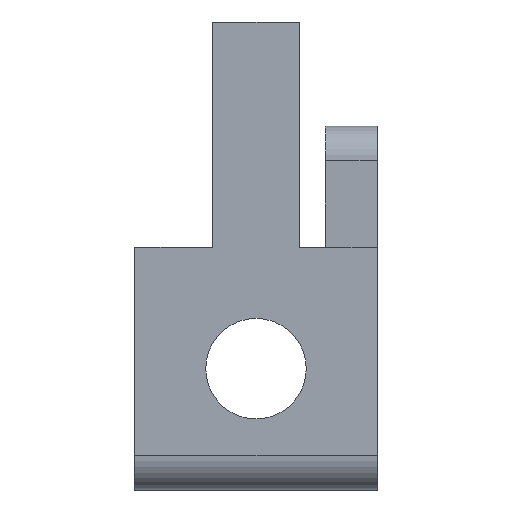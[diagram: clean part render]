
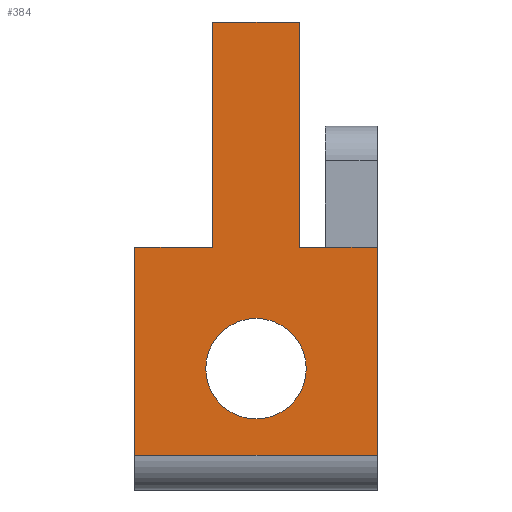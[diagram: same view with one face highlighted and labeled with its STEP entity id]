
A CAD part, left-side view. The second image highlights one B-rep face of the part: STEP entity #384.
In plain terms, the highlighted planar face has unit normal (-1, 0, 0).
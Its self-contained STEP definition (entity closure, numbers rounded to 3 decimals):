
#18=FACE_BOUND('',#60,.T.);
#28=CIRCLE('',#419,2.9);
#39=FACE_OUTER_BOUND('',#59,.T.);
#59=EDGE_LOOP('',(#279,#280,#281,#282,#283,#284,#285,#286));
#60=EDGE_LOOP('',(#287));
#90=LINE('',#577,#134);
#92=LINE('',#583,#136);
#93=LINE('',#585,#137);
#94=LINE('',#587,#138);
#95=LINE('',#589,#139);
#96=LINE('',#591,#140);
#97=LINE('',#593,#141);
#98=LINE('',#594,#142);
#134=VECTOR('',#472,10.);
#136=VECTOR('',#478,10.);
#137=VECTOR('',#479,10.);
#138=VECTOR('',#480,10.);
#139=VECTOR('',#481,10.);
#140=VECTOR('',#482,10.);
#141=VECTOR('',#483,10.);
#142=VECTOR('',#484,10.);
#177=VERTEX_POINT('',#569);
#179=VERTEX_POINT('',#574);
#180=VERTEX_POINT('',#576);
#182=VERTEX_POINT('',#582);
#183=VERTEX_POINT('',#584);
#184=VERTEX_POINT('',#586);
#185=VERTEX_POINT('',#588);
#186=VERTEX_POINT('',#590);
#187=VERTEX_POINT('',#592);
#216=EDGE_CURVE('',#177,#177,#28,.T.);
#218=EDGE_CURVE('',#179,#180,#90,.T.);
#221=EDGE_CURVE('',#182,#179,#92,.T.);
#222=EDGE_CURVE('',#183,#182,#93,.T.);
#223=EDGE_CURVE('',#183,#184,#94,.T.);
#224=EDGE_CURVE('',#185,#184,#95,.T.);
#225=EDGE_CURVE('',#186,#185,#96,.T.);
#226=EDGE_CURVE('',#187,#186,#97,.T.);
#227=EDGE_CURVE('',#180,#187,#98,.T.);
#279=ORIENTED_EDGE('',*,*,#218,.F.);
#280=ORIENTED_EDGE('',*,*,#221,.F.);
#281=ORIENTED_EDGE('',*,*,#222,.F.);
#282=ORIENTED_EDGE('',*,*,#223,.T.);
#283=ORIENTED_EDGE('',*,*,#224,.F.);
#284=ORIENTED_EDGE('',*,*,#225,.F.);
#285=ORIENTED_EDGE('',*,*,#226,.F.);
#286=ORIENTED_EDGE('',*,*,#227,.F.);
#287=ORIENTED_EDGE('',*,*,#216,.T.);
#367=PLANE('',#423);
#384=ADVANCED_FACE('',(#39,#18),#367,.T.);
#419=AXIS2_PLACEMENT_3D('',#571,#466,#467);
#423=AXIS2_PLACEMENT_3D('',#581,#476,#477);
#466=DIRECTION('center_axis',(1.,0.,0.));
#467=DIRECTION('ref_axis',(0.,0.,-1.));
#472=DIRECTION('',(0.,1.,0.));
#476=DIRECTION('center_axis',(-1.,0.,0.));
#477=DIRECTION('ref_axis',(0.,0.,-1.));
#478=DIRECTION('',(0.,0.,-1.));
#479=DIRECTION('',(0.,-1.,0.));
#480=DIRECTION('',(0.,0.,1.));
#481=DIRECTION('',(0.,-1.,0.));
#482=DIRECTION('',(0.,0.,1.));
#483=DIRECTION('',(0.,-1.,0.));
#484=DIRECTION('',(0.,0.,1.));
#569=CARTESIAN_POINT('',(0.,7.,9.9));
#571=CARTESIAN_POINT('Origin',(0.,7.,7.));
#574=CARTESIAN_POINT('',(0.,0.,2.));
#576=CARTESIAN_POINT('',(0.,14.,2.));
#577=CARTESIAN_POINT('',(0.,14.,2.));
#581=CARTESIAN_POINT('Origin',(0.,14.,14.));
#582=CARTESIAN_POINT('',(0.,0.,14.));
#583=CARTESIAN_POINT('',(0.,0.,0.));
#584=CARTESIAN_POINT('',(0.,4.5,14.));
#585=CARTESIAN_POINT('',(0.,14.,14.));
#586=CARTESIAN_POINT('',(0.,4.5,27.));
#587=CARTESIAN_POINT('',(0.,4.5,14.));
#588=CARTESIAN_POINT('',(0.,9.5,27.));
#589=CARTESIAN_POINT('',(0.,14.,27.));
#590=CARTESIAN_POINT('',(0.,9.5,14.));
#591=CARTESIAN_POINT('',(0.,9.5,14.));
#592=CARTESIAN_POINT('',(0.,14.,14.));
#593=CARTESIAN_POINT('',(0.,14.,14.));
#594=CARTESIAN_POINT('',(0.,14.,0.));
